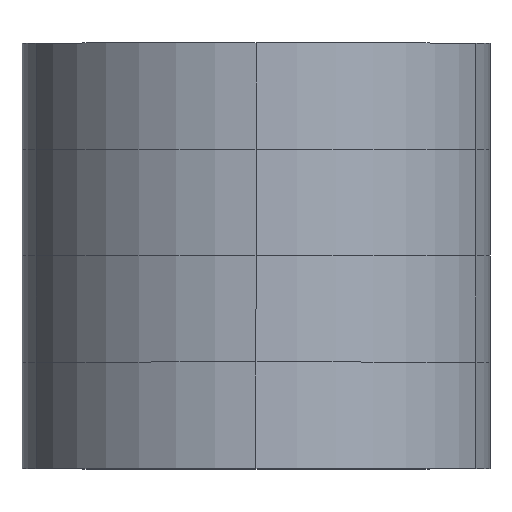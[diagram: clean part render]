
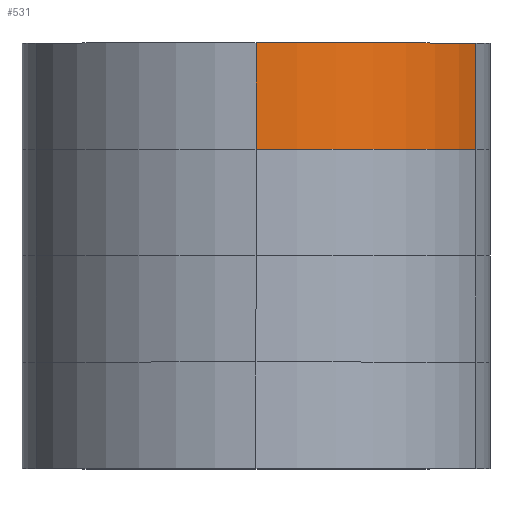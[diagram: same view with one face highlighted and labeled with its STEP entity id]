
A CAD part, top view. The second image highlights one B-rep face of the part: STEP entity #531.
In plain terms, the highlighted cylindrical face has radius 55 mm (diameter 110 mm), a partial arc.
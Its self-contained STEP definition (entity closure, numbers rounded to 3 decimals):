
#350 = VERTEX_POINT('',#351);
#351 = CARTESIAN_POINT('',(51.683,100.,18.811));
#358 = PLANE('',#359);
#359 = AXIS2_PLACEMENT_3D('',#360,#361,#362);
#360 = CARTESIAN_POINT('',(0.,100.,0.));
#361 = DIRECTION('',(-0.,-1.,-0.));
#362 = DIRECTION('',(1.,0.,0.));
#369 = PLANE('',#370);
#370 = AXIS2_PLACEMENT_3D('',#371,#372,#373);
#371 = CARTESIAN_POINT('',(0.536,48.551,0.195));
#372 = DIRECTION('',(-0.342,0.,0.94));
#373 = DIRECTION('',(0.94,0.,0.342));
#410 = VERTEX_POINT('',#411);
#411 = CARTESIAN_POINT('',(0.,100.,55.));
#424 = PLANE('',#425);
#425 = AXIS2_PLACEMENT_3D('',#426,#427,#428);
#426 = CARTESIAN_POINT('',(0.,57.989,4.992));
#427 = DIRECTION('',(1.,0.,0.));
#428 = DIRECTION('',(0.,0.,1.));
#435 = EDGE_CURVE('',#350,#410,#436,.T.);
#436 = SURFACE_CURVE('',#437,(#442,#449),.PCURVE_S1.);
#437 = CIRCLE('',#438,55.);
#438 = AXIS2_PLACEMENT_3D('',#439,#440,#441);
#439 = CARTESIAN_POINT('',(0.,100.,0.));
#440 = DIRECTION('',(0.,-1.,0.));
#441 = DIRECTION('',(1.,0.,0.));
#442 = PCURVE('',#358,#443);
#443 = DEFINITIONAL_REPRESENTATION('',(#444),#448);
#444 = CIRCLE('',#445,55.);
#445 = AXIS2_PLACEMENT_2D('',#446,#447);
#446 = CARTESIAN_POINT('',(0.,0.));
#447 = DIRECTION('',(1.,-0.));
#448 = ( GEOMETRIC_REPRESENTATION_CONTEXT(2) 
PARAMETRIC_REPRESENTATION_CONTEXT() REPRESENTATION_CONTEXT('2D SPACE',''
  ) );
#449 = PCURVE('',#450,#455);
#450 = CYLINDRICAL_SURFACE('',#451,55.);
#451 = AXIS2_PLACEMENT_3D('',#452,#453,#454);
#452 = CARTESIAN_POINT('',(0.,100.,0.));
#453 = DIRECTION('',(-0.,-1.,-0.));
#454 = DIRECTION('',(1.,0.,0.));
#455 = DEFINITIONAL_REPRESENTATION('',(#456),#460);
#456 = LINE('',#457,#458);
#457 = CARTESIAN_POINT('',(0.,0.));
#458 = VECTOR('',#459,1.);
#459 = DIRECTION('',(1.,0.));
#460 = ( GEOMETRIC_REPRESENTATION_CONTEXT(2) 
PARAMETRIC_REPRESENTATION_CONTEXT() REPRESENTATION_CONTEXT('2D SPACE',''
  ) );
#488 = VERTEX_POINT('',#489);
#489 = CARTESIAN_POINT('',(51.683,75.,18.811));
#502 = PLANE('',#503);
#503 = AXIS2_PLACEMENT_3D('',#504,#505,#506);
#504 = CARTESIAN_POINT('',(0.,75.,0.));
#505 = DIRECTION('',(0.,1.,0.));
#506 = DIRECTION('',(0.,0.,1.));
#513 = EDGE_CURVE('',#350,#488,#514,.T.);
#514 = SURFACE_CURVE('',#515,(#519,#525),.PCURVE_S1.);
#515 = LINE('',#516,#517);
#516 = CARTESIAN_POINT('',(51.683,100.,18.811));
#517 = VECTOR('',#518,1.);
#518 = DIRECTION('',(-0.,-1.,-0.));
#519 = PCURVE('',#369,#520);
#520 = DEFINITIONAL_REPRESENTATION('',(#521),#524);
#521 = B_SPLINE_CURVE_WITH_KNOTS('',1,(#522,#523),.UNSPECIFIED.,.F.,.F.,
  (2,2),(0.,25.),.PIECEWISE_BEZIER_KNOTS.);
#522 = CARTESIAN_POINT('',(54.43,51.449));
#523 = CARTESIAN_POINT('',(54.43,26.449));
#524 = ( GEOMETRIC_REPRESENTATION_CONTEXT(2) 
PARAMETRIC_REPRESENTATION_CONTEXT() REPRESENTATION_CONTEXT('2D SPACE',''
  ) );
#525 = PCURVE('',#450,#526);
#526 = DEFINITIONAL_REPRESENTATION('',(#527),#530);
#527 = B_SPLINE_CURVE_WITH_KNOTS('',1,(#528,#529),.UNSPECIFIED.,.F.,.F.,
  (2,2),(0.,25.),.PIECEWISE_BEZIER_KNOTS.);
#528 = CARTESIAN_POINT('',(0.349,0.));
#529 = CARTESIAN_POINT('',(0.349,25.));
#530 = ( GEOMETRIC_REPRESENTATION_CONTEXT(2) 
PARAMETRIC_REPRESENTATION_CONTEXT() REPRESENTATION_CONTEXT('2D SPACE',''
  ) );
#531 = ADVANCED_FACE('',(#532),#450,.T.);
#532 = FACE_BOUND('',#533,.T.);
#533 = EDGE_LOOP('',(#534,#535,#536,#557));
#534 = ORIENTED_EDGE('',*,*,#513,.F.);
#535 = ORIENTED_EDGE('',*,*,#435,.T.);
#536 = ORIENTED_EDGE('',*,*,#537,.T.);
#537 = EDGE_CURVE('',#410,#538,#540,.T.);
#538 = VERTEX_POINT('',#539);
#539 = CARTESIAN_POINT('',(0.,75.,55.));
#540 = SURFACE_CURVE('',#541,(#545,#551),.PCURVE_S1.);
#541 = LINE('',#542,#543);
#542 = CARTESIAN_POINT('',(0.,100.,55.));
#543 = VECTOR('',#544,1.);
#544 = DIRECTION('',(-0.,-1.,-0.));
#545 = PCURVE('',#450,#546);
#546 = DEFINITIONAL_REPRESENTATION('',(#547),#550);
#547 = B_SPLINE_CURVE_WITH_KNOTS('',1,(#548,#549),.UNSPECIFIED.,.F.,.F.,
  (2,2),(0.,25.),.PIECEWISE_BEZIER_KNOTS.);
#548 = CARTESIAN_POINT('',(1.571,0.));
#549 = CARTESIAN_POINT('',(1.571,25.));
#550 = ( GEOMETRIC_REPRESENTATION_CONTEXT(2) 
PARAMETRIC_REPRESENTATION_CONTEXT() REPRESENTATION_CONTEXT('2D SPACE',''
  ) );
#551 = PCURVE('',#424,#552);
#552 = DEFINITIONAL_REPRESENTATION('',(#553),#556);
#553 = B_SPLINE_CURVE_WITH_KNOTS('',1,(#554,#555),.UNSPECIFIED.,.F.,.F.,
  (2,2),(0.,25.),.PIECEWISE_BEZIER_KNOTS.);
#554 = CARTESIAN_POINT('',(50.008,-42.011));
#555 = CARTESIAN_POINT('',(50.008,-17.011));
#556 = ( GEOMETRIC_REPRESENTATION_CONTEXT(2) 
PARAMETRIC_REPRESENTATION_CONTEXT() REPRESENTATION_CONTEXT('2D SPACE',''
  ) );
#557 = ORIENTED_EDGE('',*,*,#558,.F.);
#558 = EDGE_CURVE('',#488,#538,#559,.T.);
#559 = SURFACE_CURVE('',#560,(#565,#572),.PCURVE_S1.);
#560 = CIRCLE('',#561,55.);
#561 = AXIS2_PLACEMENT_3D('',#562,#563,#564);
#562 = CARTESIAN_POINT('',(0.,75.,0.));
#563 = DIRECTION('',(0.,-1.,0.));
#564 = DIRECTION('',(1.,0.,0.));
#565 = PCURVE('',#450,#566);
#566 = DEFINITIONAL_REPRESENTATION('',(#567),#571);
#567 = LINE('',#568,#569);
#568 = CARTESIAN_POINT('',(0.,25.));
#569 = VECTOR('',#570,1.);
#570 = DIRECTION('',(1.,0.));
#571 = ( GEOMETRIC_REPRESENTATION_CONTEXT(2) 
PARAMETRIC_REPRESENTATION_CONTEXT() REPRESENTATION_CONTEXT('2D SPACE',''
  ) );
#572 = PCURVE('',#502,#573);
#573 = DEFINITIONAL_REPRESENTATION('',(#574),#582);
#574 = ( BOUNDED_CURVE() B_SPLINE_CURVE(2,(#575,#576,#577,#578,#579,#580
,#581),.UNSPECIFIED.,.T.,.F.) B_SPLINE_CURVE_WITH_KNOTS((1,2,2,2,2,1),(
    -2.094,0.,2.094,4.189,6.283,
8.378),.UNSPECIFIED.) CURVE() GEOMETRIC_REPRESENTATION_ITEM() 
RATIONAL_B_SPLINE_CURVE((1.,0.5,1.,0.5,1.,0.5,1.)) REPRESENTATION_ITEM(
  '') );
#575 = CARTESIAN_POINT('',(0.,55.));
#576 = CARTESIAN_POINT('',(95.263,55.));
#577 = CARTESIAN_POINT('',(47.631,-27.5));
#578 = CARTESIAN_POINT('',(0.,-110.));
#579 = CARTESIAN_POINT('',(-47.631,-27.5));
#580 = CARTESIAN_POINT('',(-95.263,55.));
#581 = CARTESIAN_POINT('',(0.,55.));
#582 = ( GEOMETRIC_REPRESENTATION_CONTEXT(2) 
PARAMETRIC_REPRESENTATION_CONTEXT() REPRESENTATION_CONTEXT('2D SPACE',''
  ) );
